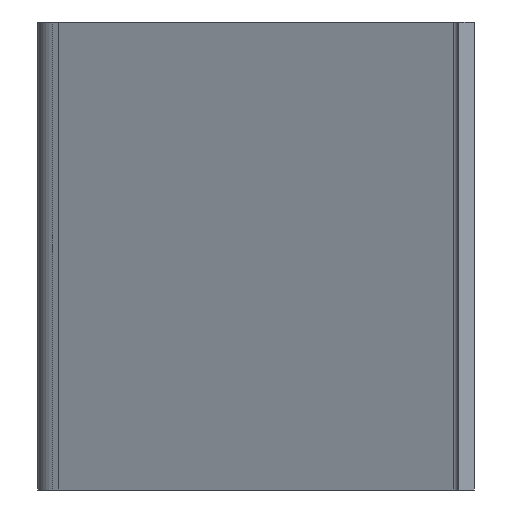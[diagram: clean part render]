
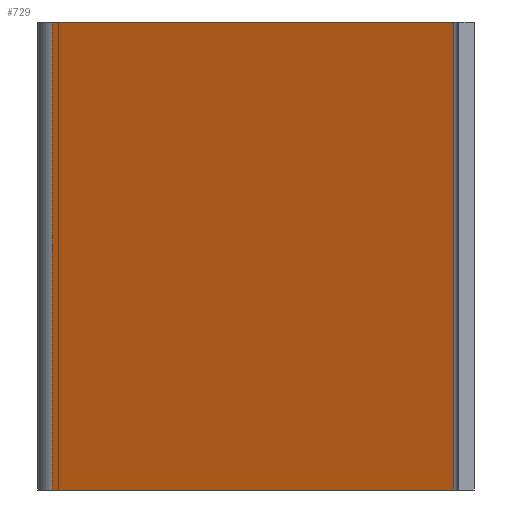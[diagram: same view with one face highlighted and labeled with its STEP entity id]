
A CAD part, left-side view. The second image highlights one B-rep face of the part: STEP entity #729.
In plain terms, the highlighted planar face has unit normal (-0.914, 0.406, 0).
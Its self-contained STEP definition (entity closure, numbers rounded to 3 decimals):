
#30 = ORIENTED_EDGE ( 'NONE', *, *, #754, .F. ) ;
#99 = LINE ( 'NONE', #216, #943 ) ;
#120 = LINE ( 'NONE', #365, #301 ) ;
#141 = DIRECTION ( 'NONE',  ( 0., 0., 1. ) ) ;
#155 = CARTESIAN_POINT ( 'NONE',  ( -133.072, 27.05, 30. ) ) ;
#216 = CARTESIAN_POINT ( 'NONE',  ( -132.914, 27.406, 30. ) ) ;
#300 = EDGE_CURVE ( 'NONE', #1113, #566, #1034, .T. ) ;
#301 = VECTOR ( 'NONE', #744, 1000. ) ;
#314 = AXIS2_PLACEMENT_3D ( 'NONE', #969, #823, #872 ) ;
#335 = CARTESIAN_POINT ( 'NONE',  ( -144.492, 1.356, 30. ) ) ;
#365 = CARTESIAN_POINT ( 'NONE',  ( -132.914, 27.406, 0. ) ) ;
#389 = VECTOR ( 'NONE', #141, 1000. ) ;
#390 = LINE ( 'NONE', #155, #389 ) ;
#415 = ORIENTED_EDGE ( 'NONE', *, *, #300, .F. ) ;
#503 = FACE_OUTER_BOUND ( 'NONE', #687, .T. ) ;
#537 = CARTESIAN_POINT ( 'NONE',  ( -133.072, 27.05, 0. ) ) ;
#566 = VERTEX_POINT ( 'NONE', #871 ) ;
#584 = EDGE_CURVE ( 'NONE', #649, #1067, #390, .T. ) ;
#645 = CARTESIAN_POINT ( 'NONE',  ( -144.492, 1.356, 0. ) ) ;
#649 = VERTEX_POINT ( 'NONE', #537 ) ;
#687 = EDGE_LOOP ( 'NONE', ( #415, #851, #961, #30 ) ) ;
#729 = ADVANCED_FACE ( 'NONE', ( #503 ), #1098, .T. ) ;
#744 = DIRECTION ( 'NONE',  ( 0.406, 0.914, 0. ) ) ;
#754 = EDGE_CURVE ( 'NONE', #566, #649, #120, .T. ) ;
#804 = VECTOR ( 'NONE', #812, 1000. ) ;
#812 = DIRECTION ( 'NONE',  ( 0., 0., -1. ) ) ;
#823 = DIRECTION ( 'NONE',  ( -0.914, 0.406, 0. ) ) ;
#851 = ORIENTED_EDGE ( 'NONE', *, *, #996, .F. ) ;
#871 = CARTESIAN_POINT ( 'NONE',  ( -144.492, 1.356, 0. ) ) ;
#872 = DIRECTION ( 'NONE',  ( -0.406, -0.914, 0. ) ) ;
#943 = VECTOR ( 'NONE', #1091, 1000. ) ;
#961 = ORIENTED_EDGE ( 'NONE', *, *, #584, .F. ) ;
#969 = CARTESIAN_POINT ( 'NONE',  ( -132.914, 27.406, 30. ) ) ;
#996 = EDGE_CURVE ( 'NONE', #1067, #1113, #99, .T. ) ;
#1034 = LINE ( 'NONE', #645, #804 ) ;
#1067 = VERTEX_POINT ( 'NONE', #1115 ) ;
#1091 = DIRECTION ( 'NONE',  ( -0.406, -0.914, 0. ) ) ;
#1098 = PLANE ( 'NONE',  #314 ) ;
#1113 = VERTEX_POINT ( 'NONE', #335 ) ;
#1115 = CARTESIAN_POINT ( 'NONE',  ( -133.072, 27.05, 30. ) ) ;
